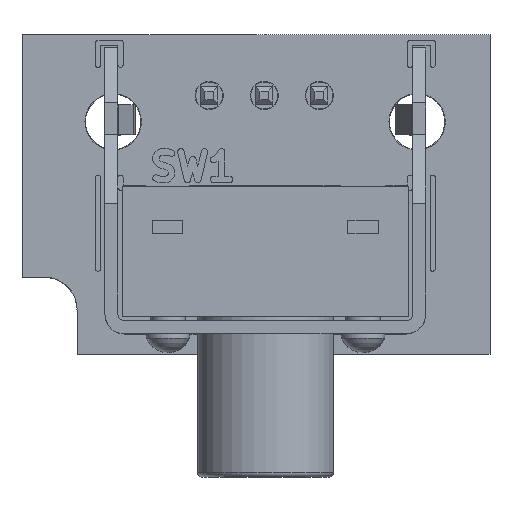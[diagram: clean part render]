
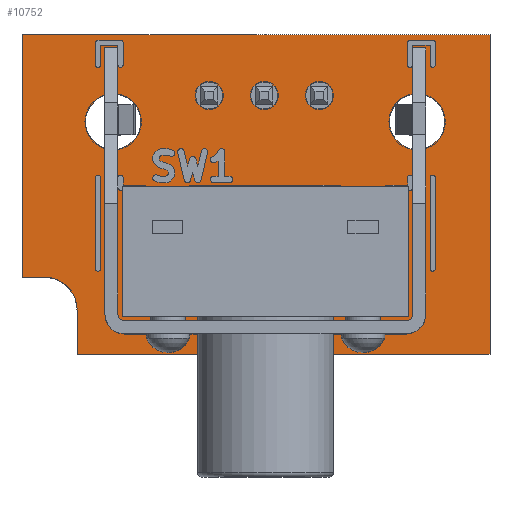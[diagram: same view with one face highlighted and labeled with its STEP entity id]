
A CAD part, top view. The second image highlights one B-rep face of the part: STEP entity #10752.
In plain terms, the highlighted planar face has unit normal (0, 0, 1).
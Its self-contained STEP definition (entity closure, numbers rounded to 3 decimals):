
#10752 = ADVANCED_FACE('',(#10753,#10828,#10839,#10850,#10861,#10872,
    #10883,#10894,#10905,#10916),#10927,.T.);
#10753 = FACE_BOUND('',#10754,.F.);
#10754 = EDGE_LOOP('',(#10755,#10765,#10773,#10781,#10789,#10797,#10805,
    #10814,#10822));
#10755 = ORIENTED_EDGE('',*,*,#10756,.T.);
#10756 = EDGE_CURVE('',#10757,#10759,#10761,.T.);
#10757 = VERTEX_POINT('',#10758);
#10758 = CARTESIAN_POINT('',(-5.588,-4.191,1.56));
#10759 = VERTEX_POINT('',#10760);
#10760 = CARTESIAN_POINT('',(-5.588,1.397,1.56));
#10761 = LINE('',#10762,#10763);
#10762 = CARTESIAN_POINT('',(-5.588,-4.191,1.56));
#10763 = VECTOR('',#10764,1.);
#10764 = DIRECTION('',(0.,1.,0.));
#10765 = ORIENTED_EDGE('',*,*,#10766,.T.);
#10766 = EDGE_CURVE('',#10759,#10767,#10769,.T.);
#10767 = VERTEX_POINT('',#10768);
#10768 = CARTESIAN_POINT('',(5.207,1.397,1.56));
#10769 = LINE('',#10770,#10771);
#10770 = CARTESIAN_POINT('',(-5.588,1.397,1.56));
#10771 = VECTOR('',#10772,1.);
#10772 = DIRECTION('',(1.,0.,0.));
#10773 = ORIENTED_EDGE('',*,*,#10774,.T.);
#10774 = EDGE_CURVE('',#10767,#10775,#10777,.T.);
#10775 = VERTEX_POINT('',#10776);
#10776 = CARTESIAN_POINT('',(5.207,-5.969,1.56));
#10777 = LINE('',#10778,#10779);
#10778 = CARTESIAN_POINT('',(5.207,1.397,1.56));
#10779 = VECTOR('',#10780,1.);
#10780 = DIRECTION('',(0.,-1.,0.));
#10781 = ORIENTED_EDGE('',*,*,#10782,.T.);
#10782 = EDGE_CURVE('',#10775,#10783,#10785,.T.);
#10783 = VERTEX_POINT('',#10784);
#10784 = CARTESIAN_POINT('',(-4.318,-5.969,1.56));
#10785 = LINE('',#10786,#10787);
#10786 = CARTESIAN_POINT('',(5.207,-5.969,1.56));
#10787 = VECTOR('',#10788,1.);
#10788 = DIRECTION('',(-1.,0.,0.));
#10789 = ORIENTED_EDGE('',*,*,#10790,.T.);
#10790 = EDGE_CURVE('',#10783,#10791,#10793,.T.);
#10791 = VERTEX_POINT('',#10792);
#10792 = CARTESIAN_POINT('',(-4.318,-4.953,1.56));
#10793 = LINE('',#10794,#10795);
#10794 = CARTESIAN_POINT('',(-4.318,-5.969,1.56));
#10795 = VECTOR('',#10796,1.);
#10796 = DIRECTION('',(0.,1.,0.));
#10797 = ORIENTED_EDGE('',*,*,#10798,.T.);
#10798 = EDGE_CURVE('',#10791,#10799,#10801,.T.);
#10799 = VERTEX_POINT('',#10800);
#10800 = CARTESIAN_POINT('',(-4.32,-4.867,1.56));
#10801 = LINE('',#10802,#10803);
#10802 = CARTESIAN_POINT('',(-4.318,-4.953,1.56));
#10803 = VECTOR('',#10804,1.);
#10804 = DIRECTION('',(-0.027,1.,0.));
#10805 = ORIENTED_EDGE('',*,*,#10806,.T.);
#10806 = EDGE_CURVE('',#10799,#10807,#10809,.T.);
#10807 = VERTEX_POINT('',#10808);
#10808 = CARTESIAN_POINT('',(-4.994,-4.193,1.56));
#10809 = CIRCLE('',#10810,0.765);
#10810 = AXIS2_PLACEMENT_3D('',#10811,#10812,#10813);
#10811 = CARTESIAN_POINT('',(-5.08,-4.953,1.56));
#10812 = DIRECTION('',(0.,0.,1.));
#10813 = DIRECTION('',(0.994,0.112,-0.));
#10814 = ORIENTED_EDGE('',*,*,#10815,.T.);
#10815 = EDGE_CURVE('',#10807,#10816,#10818,.T.);
#10816 = VERTEX_POINT('',#10817);
#10817 = CARTESIAN_POINT('',(-5.08,-4.191,1.56));
#10818 = LINE('',#10819,#10820);
#10819 = CARTESIAN_POINT('',(-4.994,-4.193,1.56));
#10820 = VECTOR('',#10821,1.);
#10821 = DIRECTION('',(-1.,0.028,0.));
#10822 = ORIENTED_EDGE('',*,*,#10823,.T.);
#10823 = EDGE_CURVE('',#10816,#10757,#10824,.T.);
#10824 = LINE('',#10825,#10826);
#10825 = CARTESIAN_POINT('',(-5.08,-4.191,1.56));
#10826 = VECTOR('',#10827,1.);
#10827 = DIRECTION('',(-1.,0.,0.));
#10828 = FACE_BOUND('',#10829,.F.);
#10829 = EDGE_LOOP('',(#10830));
#10830 = ORIENTED_EDGE('',*,*,#10831,.T.);
#10831 = EDGE_CURVE('',#10832,#10832,#10834,.T.);
#10832 = VERTEX_POINT('',#10833);
#10833 = CARTESIAN_POINT('',(0.312,-3.81,1.56));
#10834 = CIRCLE('',#10835,0.312);
#10835 = AXIS2_PLACEMENT_3D('',#10836,#10837,#10838);
#10836 = CARTESIAN_POINT('',(0.,-3.81,1.56));
#10837 = DIRECTION('',(0.,0.,1.));
#10838 = DIRECTION('',(1.,0.,-0.));
#10839 = FACE_BOUND('',#10840,.F.);
#10840 = EDGE_LOOP('',(#10841));
#10841 = ORIENTED_EDGE('',*,*,#10842,.T.);
#10842 = EDGE_CURVE('',#10843,#10843,#10845,.T.);
#10843 = VERTEX_POINT('',#10844);
#10844 = CARTESIAN_POINT('',(-1.743,-3.098,1.56));
#10845 = CIRCLE('',#10846,0.482);
#10846 = AXIS2_PLACEMENT_3D('',#10847,#10848,#10849);
#10847 = CARTESIAN_POINT('',(-2.225,-3.098,1.56));
#10848 = DIRECTION('',(0.,0.,1.));
#10849 = DIRECTION('',(1.,0.,-0.));
#10850 = FACE_BOUND('',#10851,.F.);
#10851 = EDGE_LOOP('',(#10852));
#10852 = ORIENTED_EDGE('',*,*,#10853,.T.);
#10853 = EDGE_CURVE('',#10854,#10854,#10856,.T.);
#10854 = VERTEX_POINT('',#10855);
#10855 = CARTESIAN_POINT('',(2.757,-3.098,1.56));
#10856 = CIRCLE('',#10857,0.482);
#10857 = AXIS2_PLACEMENT_3D('',#10858,#10859,#10860);
#10858 = CARTESIAN_POINT('',(2.275,-3.098,1.56));
#10859 = DIRECTION('',(0.,0.,1.));
#10860 = DIRECTION('',(1.,0.,-0.));
#10861 = FACE_BOUND('',#10862,.F.);
#10862 = EDGE_LOOP('',(#10863));
#10863 = ORIENTED_EDGE('',*,*,#10864,.T.);
#10864 = EDGE_CURVE('',#10865,#10865,#10867,.T.);
#10865 = VERTEX_POINT('',#10866);
#10866 = CARTESIAN_POINT('',(0.312,-2.54,1.56));
#10867 = CIRCLE('',#10868,0.312);
#10868 = AXIS2_PLACEMENT_3D('',#10869,#10870,#10871);
#10869 = CARTESIAN_POINT('',(0.,-2.54,1.56));
#10870 = DIRECTION('',(0.,0.,1.));
#10871 = DIRECTION('',(1.,0.,-0.));
#10872 = FACE_BOUND('',#10873,.F.);
#10873 = EDGE_LOOP('',(#10874));
#10874 = ORIENTED_EDGE('',*,*,#10875,.T.);
#10875 = EDGE_CURVE('',#10876,#10876,#10878,.T.);
#10876 = VERTEX_POINT('',#10877);
#10877 = CARTESIAN_POINT('',(-2.848,-0.608,1.56));
#10878 = CIRCLE('',#10879,0.637);
#10879 = AXIS2_PLACEMENT_3D('',#10880,#10881,#10882);
#10880 = CARTESIAN_POINT('',(-3.485,-0.608,1.56));
#10881 = DIRECTION('',(0.,0.,1.));
#10882 = DIRECTION('',(1.,0.,-0.));
#10883 = FACE_BOUND('',#10884,.F.);
#10884 = EDGE_LOOP('',(#10885));
#10885 = ORIENTED_EDGE('',*,*,#10886,.T.);
#10886 = EDGE_CURVE('',#10887,#10887,#10889,.T.);
#10887 = VERTEX_POINT('',#10888);
#10888 = CARTESIAN_POINT('',(4.162,-0.608,1.56));
#10889 = CIRCLE('',#10890,0.637);
#10890 = AXIS2_PLACEMENT_3D('',#10891,#10892,#10893);
#10891 = CARTESIAN_POINT('',(3.525,-0.608,1.56));
#10892 = DIRECTION('',(0.,0.,1.));
#10893 = DIRECTION('',(1.,0.,-0.));
#10894 = FACE_BOUND('',#10895,.F.);
#10895 = EDGE_LOOP('',(#10896));
#10896 = ORIENTED_EDGE('',*,*,#10897,.T.);
#10897 = EDGE_CURVE('',#10898,#10898,#10900,.T.);
#10898 = VERTEX_POINT('',#10899);
#10899 = CARTESIAN_POINT('',(-0.958,0.,1.56));
#10900 = CIRCLE('',#10901,0.312);
#10901 = AXIS2_PLACEMENT_3D('',#10902,#10903,#10904);
#10902 = CARTESIAN_POINT('',(-1.27,-0.,1.56));
#10903 = DIRECTION('',(0.,0.,1.));
#10904 = DIRECTION('',(1.,0.,-0.));
#10905 = FACE_BOUND('',#10906,.F.);
#10906 = EDGE_LOOP('',(#10907));
#10907 = ORIENTED_EDGE('',*,*,#10908,.T.);
#10908 = EDGE_CURVE('',#10909,#10909,#10911,.T.);
#10909 = VERTEX_POINT('',#10910);
#10910 = CARTESIAN_POINT('',(0.312,0.,1.56));
#10911 = CIRCLE('',#10912,0.312);
#10912 = AXIS2_PLACEMENT_3D('',#10913,#10914,#10915);
#10913 = CARTESIAN_POINT('',(0.,-0.,1.56));
#10914 = DIRECTION('',(0.,0.,1.));
#10915 = DIRECTION('',(1.,0.,-0.));
#10916 = FACE_BOUND('',#10917,.F.);
#10917 = EDGE_LOOP('',(#10918));
#10918 = ORIENTED_EDGE('',*,*,#10919,.T.);
#10919 = EDGE_CURVE('',#10920,#10920,#10922,.T.);
#10920 = VERTEX_POINT('',#10921);
#10921 = CARTESIAN_POINT('',(1.582,0.,1.56));
#10922 = CIRCLE('',#10923,0.312);
#10923 = AXIS2_PLACEMENT_3D('',#10924,#10925,#10926);
#10924 = CARTESIAN_POINT('',(1.27,-0.,1.56));
#10925 = DIRECTION('',(0.,0.,1.));
#10926 = DIRECTION('',(1.,0.,-0.));
#10927 = PLANE('',#10928);
#10928 = AXIS2_PLACEMENT_3D('',#10929,#10930,#10931);
#10929 = CARTESIAN_POINT('',(0.,0.,1.56));
#10930 = DIRECTION('',(0.,0.,1.));
#10931 = DIRECTION('',(1.,0.,-0.));
